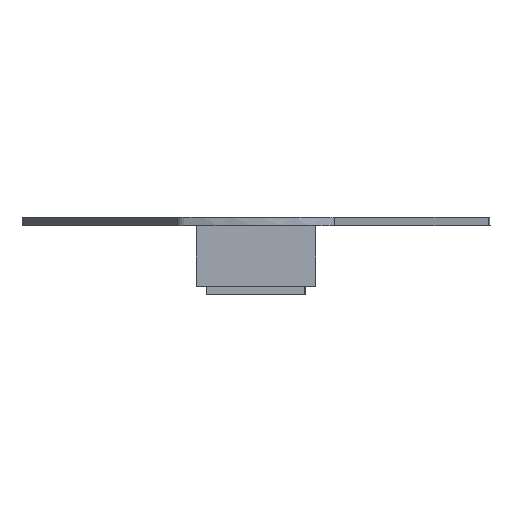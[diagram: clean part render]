
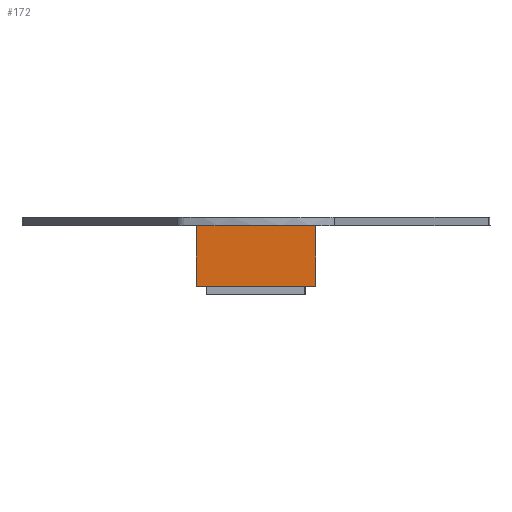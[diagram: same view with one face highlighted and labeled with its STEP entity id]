
A CAD part, front view. The second image highlights one B-rep face of the part: STEP entity #172.
In plain terms, the highlighted planar face has unit normal (0, -1, 0).
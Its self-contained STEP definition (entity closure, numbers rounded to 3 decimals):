
#172=ADVANCED_FACE('',(#1339),#20672,.T.);
#1339=FACE_OUTER_BOUND('',#2506,.T.);
#2506=EDGE_LOOP('',(#3871,#3872,#3873,#3874));
#3871=ORIENTED_EDGE('',*,*,#11009,.T.);
#3872=ORIENTED_EDGE('',*,*,#11010,.T.);
#3873=ORIENTED_EDGE('',*,*,#11011,.T.);
#3874=ORIENTED_EDGE('',*,*,#11012,.T.);
#11009=EDGE_CURVE('',#18163,#18164,#14856,.T.);
#11010=EDGE_CURVE('',#18164,#18165,#14857,.T.);
#11011=EDGE_CURVE('',#18165,#18166,#14858,.T.);
#11012=EDGE_CURVE('',#18166,#18163,#14859,.T.);
#14856=B_SPLINE_CURVE_WITH_KNOTS('',1,(#28880,#28881),.UNSPECIFIED.,.F.,
 .F.,(2,2),(0.,98.397),.UNSPECIFIED.);
#14857=B_SPLINE_CURVE_WITH_KNOTS('',1,(#28882,#28883,#28884,#28885),
 .UNSPECIFIED.,.F.,.F.,(2,1,1,2),(0.,3.,47.,50.),.UNSPECIFIED.);
#14858=B_SPLINE_CURVE_WITH_KNOTS('',1,(#28886,#28887,#28888,#28889,#28890,
#28891,#28892,#28893),.UNSPECIFIED.,.F.,.F.,(2,1,1,1,1,1,1,2),(0.,24.595,
33.269,44.861,53.535,64.654,73.328,
98.397),.UNSPECIFIED.);
#14859=B_SPLINE_CURVE_WITH_KNOTS('',1,(#28894,#28895,#28896,#28897),
 .UNSPECIFIED.,.F.,.F.,(2,1,1,2),(0.,3.,47.,50.),.UNSPECIFIED.);
#18163=VERTEX_POINT('',#26189);
#18164=VERTEX_POINT('',#26190);
#18165=VERTEX_POINT('',#26191);
#18166=VERTEX_POINT('',#26192);
#20672=PLANE('',#21834);
#21834=AXIS2_PLACEMENT_3D('',#24276,#22955,$);
#22955=DIRECTION('',(0.,-1.,0.));
#24276=CARTESIAN_POINT('',(-59.05,-33.523,62.012));
#26189=CARTESIAN_POINT('',(49.198,-33.523,57.));
#26190=CARTESIAN_POINT('',(-49.199,-33.523,57.));
#26191=CARTESIAN_POINT('',(-49.199,-33.523,7.));
#26192=CARTESIAN_POINT('',(49.198,-33.523,7.));
#28880=CARTESIAN_POINT('',(49.198,-33.523,57.));
#28881=CARTESIAN_POINT('',(-49.199,-33.523,57.));
#28882=CARTESIAN_POINT('',(-49.199,-33.523,57.));
#28883=CARTESIAN_POINT('',(-49.199,-33.523,54.));
#28884=CARTESIAN_POINT('',(-49.199,-33.523,10.));
#28885=CARTESIAN_POINT('',(-49.199,-33.523,7.));
#28886=CARTESIAN_POINT('',(-49.199,-33.523,7.));
#28887=CARTESIAN_POINT('',(-24.604,-33.523,7.));
#28888=CARTESIAN_POINT('',(-15.93,-33.523,7.));
#28889=CARTESIAN_POINT('',(-4.337,-33.523,7.));
#28890=CARTESIAN_POINT('',(4.337,-33.523,7.));
#28891=CARTESIAN_POINT('',(15.456,-33.523,7.));
#28892=CARTESIAN_POINT('',(24.13,-33.523,7.));
#28893=CARTESIAN_POINT('',(49.198,-33.523,7.));
#28894=CARTESIAN_POINT('',(49.198,-33.523,7.));
#28895=CARTESIAN_POINT('',(49.198,-33.523,10.));
#28896=CARTESIAN_POINT('',(49.198,-33.523,54.));
#28897=CARTESIAN_POINT('',(49.198,-33.523,57.));
